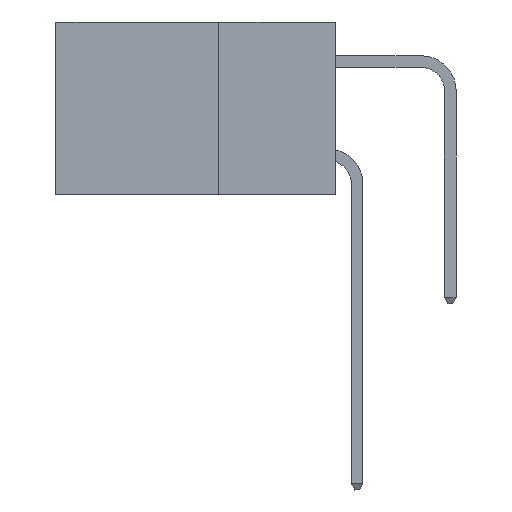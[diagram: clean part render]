
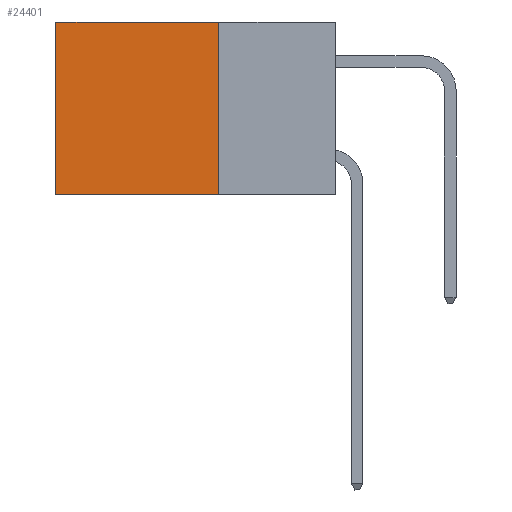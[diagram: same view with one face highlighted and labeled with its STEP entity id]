
A CAD part, left-side view. The second image highlights one B-rep face of the part: STEP entity #24401.
In plain terms, the highlighted planar face has unit normal (-1, 0, 0).
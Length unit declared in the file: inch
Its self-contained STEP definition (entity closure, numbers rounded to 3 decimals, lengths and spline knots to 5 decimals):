
#433 = ORIENTED_EDGE ( 'NONE', *, *, #10723, .F. ) ;
#643 = LINE ( 'NONE', #13661, #20943 ) ;
#653 = DIRECTION ( 'NONE',  ( 0., 1., 0. ) ) ;
#710 = DIRECTION ( 'NONE',  ( 0., 1., 0. ) ) ;
#1055 = AXIS2_PLACEMENT_3D ( 'NONE', #10359, #12439, #22221 ) ;
#1148 = ORIENTED_EDGE ( 'NONE', *, *, #24239, .T. ) ;
#1150 = ORIENTED_EDGE ( 'NONE', *, *, #6491, .F. ) ;
#2569 = ORIENTED_EDGE ( 'NONE', *, *, #4542, .T. ) ;
#2645 = CARTESIAN_POINT ( 'NONE',  ( 0.2875, 0.25, -0.37 ) ) ;
#3414 = VERTEX_POINT ( 'NONE', #6053 ) ;
#4542 = EDGE_CURVE ( 'NONE', #6757, #13275, #17052, .T. ) ;
#6053 = CARTESIAN_POINT ( 'NONE',  ( 0.2875, 0.6, -0.37 ) ) ;
#6491 = EDGE_CURVE ( 'NONE', #25110, #3414, #643, .T. ) ;
#6757 = VERTEX_POINT ( 'NONE', #16829 ) ;
#8528 = VECTOR ( 'NONE', #15481, 39.37008 ) ;
#10359 = CARTESIAN_POINT ( 'NONE',  ( 0.2875, 0.25, 0. ) ) ;
#10625 = EDGE_LOOP ( 'NONE', ( #1148, #1150, #433, #2569 ) ) ;
#10723 = EDGE_CURVE ( 'NONE', #6757, #25110, #20840, .T. ) ;
#12439 = DIRECTION ( 'NONE',  ( 1., 0., 0. ) ) ;
#13275 = VERTEX_POINT ( 'NONE', #21065 ) ;
#13661 = CARTESIAN_POINT ( 'NONE',  ( 0.2875, 0.25, -0.37 ) ) ;
#14652 = CARTESIAN_POINT ( 'NONE',  ( 0.2875, 0.25, 0. ) ) ;
#15481 = DIRECTION ( 'NONE',  ( 0., 0., -1. ) ) ;
#15814 = VECTOR ( 'NONE', #710, 39.37008 ) ;
#16204 = DIRECTION ( 'NONE',  ( 0., 0., -1. ) ) ;
#16829 = CARTESIAN_POINT ( 'NONE',  ( 0.2875, 0.25, 0. ) ) ;
#17052 = LINE ( 'NONE', #14652, #15814 ) ;
#18769 = LINE ( 'NONE', #21877, #23407 ) ;
#20131 = PLANE ( 'NONE',  #1055 ) ;
#20840 = LINE ( 'NONE', #21354, #8528 ) ;
#20934 = FACE_OUTER_BOUND ( 'NONE', #10625, .T. ) ;
#20943 = VECTOR ( 'NONE', #653, 39.37008 ) ;
#21065 = CARTESIAN_POINT ( 'NONE',  ( 0.2875, 0.6, 0. ) ) ;
#21354 = CARTESIAN_POINT ( 'NONE',  ( 0.2875, 0.25, 0. ) ) ;
#21877 = CARTESIAN_POINT ( 'NONE',  ( 0.2875, 0.6, 0. ) ) ;
#22221 = DIRECTION ( 'NONE',  ( 0., 0., -1. ) ) ;
#23407 = VECTOR ( 'NONE', #16204, 39.37008 ) ;
#24239 = EDGE_CURVE ( 'NONE', #13275, #3414, #18769, .T. ) ;
#24401 = ADVANCED_FACE ( 'NONE', ( #20934 ), #20131, .F. ) ;
#25110 = VERTEX_POINT ( 'NONE', #2645 ) ;
